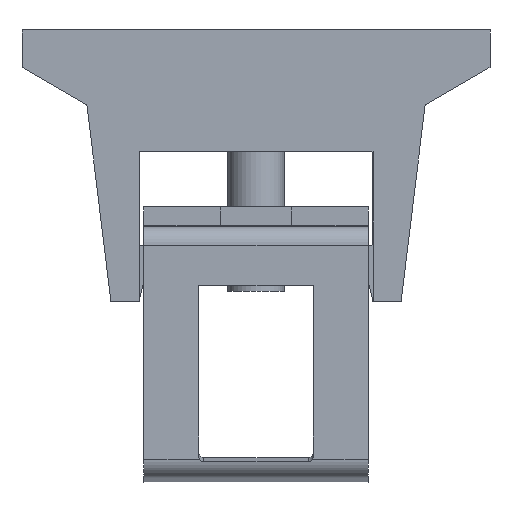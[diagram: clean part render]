
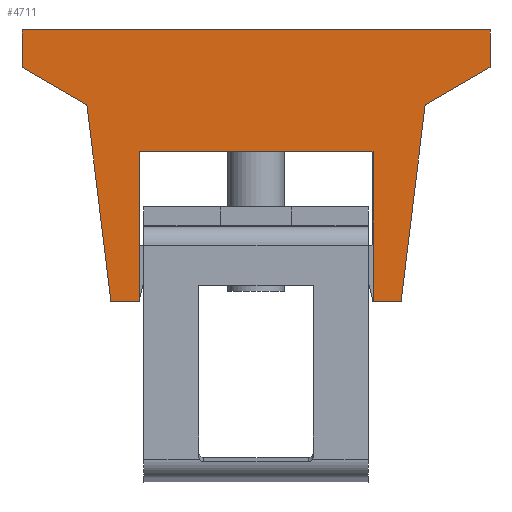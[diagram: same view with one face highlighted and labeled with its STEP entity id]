
A CAD part, left-side view. The second image highlights one B-rep face of the part: STEP entity #4711.
In plain terms, the highlighted planar face has unit normal (-1, 0, 0).
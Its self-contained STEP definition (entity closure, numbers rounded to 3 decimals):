
#4678=AXIS2_PLACEMENT_3D('Plane Axis2P3D',#4675,#4676,#4677) ;
#3524=CARTESIAN_POINT('Vertex',(-0.001,-0.001,24.15)) ;
#3529=CARTESIAN_POINT('Line Origine',(-0.001,-0.001,23.15)) ;
#3533=CARTESIAN_POINT('Vertex',(-0.001,-0.001,22.15)) ;
#3560=CARTESIAN_POINT('Line Origine',(-0.001,1.731,21.15)) ;
#3564=CARTESIAN_POINT('Vertex',(-0.001,3.463,20.15)) ;
#3591=CARTESIAN_POINT('Line Origine',(-0.001,4.106,14.9)) ;
#3595=CARTESIAN_POINT('Vertex',(-0.001,4.749,9.65)) ;
#3622=CARTESIAN_POINT('Line Origine',(-0.001,5.499,9.65)) ;
#3626=CARTESIAN_POINT('Vertex',(-0.001,6.249,9.65)) ;
#3669=CARTESIAN_POINT('Vertex',(-0.001,18.749,9.65)) ;
#3672=CARTESIAN_POINT('Line Origine',(-0.001,19.499,9.65)) ;
#3676=CARTESIAN_POINT('Vertex',(-0.001,20.249,9.65)) ;
#3704=CARTESIAN_POINT('Line Origine',(-0.001,20.892,14.9)) ;
#3708=CARTESIAN_POINT('Vertex',(-0.001,21.535,20.15)) ;
#3735=CARTESIAN_POINT('Line Origine',(-0.001,23.267,21.15)) ;
#3739=CARTESIAN_POINT('Vertex',(-0.001,24.999,22.15)) ;
#3766=CARTESIAN_POINT('Line Origine',(-0.001,24.999,23.15)) ;
#3770=CARTESIAN_POINT('Vertex',(-0.001,24.999,24.15)) ;
#4651=CARTESIAN_POINT('Vertex',(-0.001,18.749,17.65)) ;
#4656=CARTESIAN_POINT('Line Origine',(-0.001,18.749,13.65)) ;
#4675=CARTESIAN_POINT('Axis2P3D Location',(-0.001,-0.001,24.15)) ;
#4680=CARTESIAN_POINT('Line Origine',(-0.001,12.499,24.15)) ;
#4685=CARTESIAN_POINT('Line Origine',(-0.001,12.499,17.65)) ;
#4689=CARTESIAN_POINT('Vertex',(-0.001,6.249,17.65)) ;
#4692=CARTESIAN_POINT('Line Origine',(-0.001,6.249,13.65)) ;
#3530=DIRECTION('Vector Direction',(0.,0.,-1.)) ;
#3561=DIRECTION('Vector Direction',(0.,0.866,-0.5)) ;
#3592=DIRECTION('Vector Direction',(0.,0.122,-0.993)) ;
#3623=DIRECTION('Vector Direction',(0.,1.,0.)) ;
#3673=DIRECTION('Vector Direction',(0.,-1.,0.)) ;
#3705=DIRECTION('Vector Direction',(0.,-0.122,-0.993)) ;
#3736=DIRECTION('Vector Direction',(0.,-0.866,-0.5)) ;
#3767=DIRECTION('Vector Direction',(0.,0.,-1.)) ;
#4657=DIRECTION('Vector Direction',(0.,0.,-1.)) ;
#4676=DIRECTION('Axis2P3D Direction',(1.,0.,0.)) ;
#4677=DIRECTION('Axis2P3D XDirection',(0.,1.,0.)) ;
#4681=DIRECTION('Vector Direction',(0.,1.,0.)) ;
#4686=DIRECTION('Vector Direction',(0.,1.,0.)) ;
#4693=DIRECTION('Vector Direction',(0.,0.,1.)) ;
#3531=VECTOR('Line Direction',#3530,1.) ;
#3562=VECTOR('Line Direction',#3561,1.) ;
#3593=VECTOR('Line Direction',#3592,1.) ;
#3624=VECTOR('Line Direction',#3623,1.) ;
#3674=VECTOR('Line Direction',#3673,1.) ;
#3706=VECTOR('Line Direction',#3705,1.) ;
#3737=VECTOR('Line Direction',#3736,1.) ;
#3768=VECTOR('Line Direction',#3767,1.) ;
#4658=VECTOR('Line Direction',#4657,1.) ;
#4682=VECTOR('Line Direction',#4681,1.) ;
#4687=VECTOR('Line Direction',#4686,1.) ;
#4694=VECTOR('Line Direction',#4693,1.) ;
#4698=ORIENTED_EDGE('',*,*,#3628,.F.) ;
#4699=ORIENTED_EDGE('',*,*,#3597,.F.) ;
#4700=ORIENTED_EDGE('',*,*,#3566,.F.) ;
#4701=ORIENTED_EDGE('',*,*,#3535,.F.) ;
#4702=ORIENTED_EDGE('',*,*,#4684,.F.) ;
#4703=ORIENTED_EDGE('',*,*,#3772,.F.) ;
#4704=ORIENTED_EDGE('',*,*,#3741,.F.) ;
#4705=ORIENTED_EDGE('',*,*,#3710,.F.) ;
#4706=ORIENTED_EDGE('',*,*,#3678,.F.) ;
#4707=ORIENTED_EDGE('',*,*,#4660,.F.) ;
#4708=ORIENTED_EDGE('',*,*,#4691,.F.) ;
#4709=ORIENTED_EDGE('',*,*,#4696,.F.) ;
#4711=ADVANCED_FACE('V3',(#4710),#4679,.F.) ;
#3535=EDGE_CURVE('',#3525,#3534,#3532,.T.) ;
#3566=EDGE_CURVE('',#3534,#3565,#3563,.T.) ;
#3597=EDGE_CURVE('',#3565,#3596,#3594,.T.) ;
#3628=EDGE_CURVE('',#3596,#3627,#3625,.T.) ;
#3678=EDGE_CURVE('',#3670,#3677,#3675,.F.) ;
#3710=EDGE_CURVE('',#3677,#3709,#3707,.F.) ;
#3741=EDGE_CURVE('',#3709,#3740,#3738,.F.) ;
#3772=EDGE_CURVE('',#3740,#3771,#3769,.F.) ;
#4660=EDGE_CURVE('',#4652,#3670,#4659,.T.) ;
#4684=EDGE_CURVE('',#3771,#3525,#4683,.F.) ;
#4691=EDGE_CURVE('',#4690,#4652,#4688,.T.) ;
#4696=EDGE_CURVE('',#3627,#4690,#4695,.T.) ;
#4697=EDGE_LOOP('',(#4698,#4699,#4700,#4701,#4702,#4703,#4704,#4705,#4706,#4707,#4708,#4709)) ;
#4710=FACE_OUTER_BOUND('',#4697,.T.) ;
#3532=LINE('Line',#3529,#3531) ;
#3563=LINE('Line',#3560,#3562) ;
#3594=LINE('Line',#3591,#3593) ;
#3625=LINE('Line',#3622,#3624) ;
#3675=LINE('Line',#3672,#3674) ;
#3707=LINE('Line',#3704,#3706) ;
#3738=LINE('Line',#3735,#3737) ;
#3769=LINE('Line',#3766,#3768) ;
#4659=LINE('Line',#4656,#4658) ;
#4683=LINE('Line',#4680,#4682) ;
#4688=LINE('Line',#4685,#4687) ;
#4695=LINE('Line',#4692,#4694) ;
#4679=PLANE('',#4678) ;
#3525=VERTEX_POINT('',#3524) ;
#3534=VERTEX_POINT('',#3533) ;
#3565=VERTEX_POINT('',#3564) ;
#3596=VERTEX_POINT('',#3595) ;
#3627=VERTEX_POINT('',#3626) ;
#3670=VERTEX_POINT('',#3669) ;
#3677=VERTEX_POINT('',#3676) ;
#3709=VERTEX_POINT('',#3708) ;
#3740=VERTEX_POINT('',#3739) ;
#3771=VERTEX_POINT('',#3770) ;
#4652=VERTEX_POINT('',#4651) ;
#4690=VERTEX_POINT('',#4689) ;
